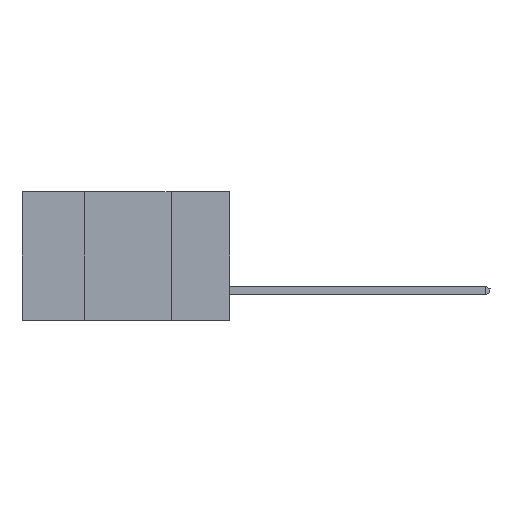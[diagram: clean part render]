
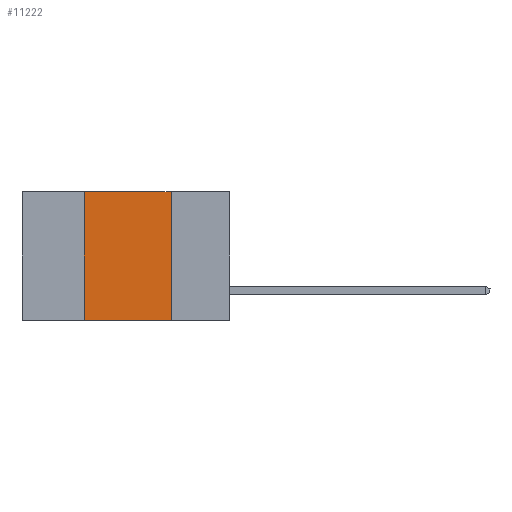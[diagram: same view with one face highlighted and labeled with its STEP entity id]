
A CAD part, left-side view. The second image highlights one B-rep face of the part: STEP entity #11222.
In plain terms, the highlighted planar face has unit normal (-1, 0, 0).
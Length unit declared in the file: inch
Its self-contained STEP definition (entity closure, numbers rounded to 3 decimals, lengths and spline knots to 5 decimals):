
#288 = EDGE_LOOP ( 'NONE', ( #4225, #6560, #13570, #9552 ) ) ;
#746 = EDGE_CURVE ( 'NONE', #9697, #11479, #12135, .T. ) ;
#1410 = DIRECTION ( 'NONE',  ( 0., 0., 1. ) ) ;
#1518 = FACE_OUTER_BOUND ( 'NONE', #288, .T. ) ;
#2247 = LINE ( 'NONE', #6590, #10609 ) ;
#2551 = VECTOR ( 'NONE', #12062, 39.37008 ) ;
#3356 = CARTESIAN_POINT ( 'NONE',  ( 0., 0.6, -0.37 ) ) ;
#3498 = CARTESIAN_POINT ( 'NONE',  ( 0., 0.6, 0. ) ) ;
#4225 = ORIENTED_EDGE ( 'NONE', *, *, #5555, .F. ) ;
#4337 = CARTESIAN_POINT ( 'NONE',  ( 0., 0.6, 0. ) ) ;
#4853 = DIRECTION ( 'NONE',  ( 0., 0., -1. ) ) ;
#5400 = CARTESIAN_POINT ( 'NONE',  ( 0., 0.17, -0.37 ) ) ;
#5478 = DIRECTION ( 'NONE',  ( 0., 0., -1. ) ) ;
#5555 = EDGE_CURVE ( 'NONE', #10118, #11479, #12964, .T. ) ;
#5780 = VERTEX_POINT ( 'NONE', #8652 ) ;
#6063 = EDGE_CURVE ( 'NONE', #9697, #5780, #2247, .T. ) ;
#6560 = ORIENTED_EDGE ( 'NONE', *, *, #7371, .F. ) ;
#6590 = CARTESIAN_POINT ( 'NONE',  ( 0., 0.42, -0.37 ) ) ;
#7371 = EDGE_CURVE ( 'NONE', #5780, #10118, #7543, .T. ) ;
#7543 = LINE ( 'NONE', #4337, #11086 ) ;
#7778 = CARTESIAN_POINT ( 'NONE',  ( 0., 0.17, 0. ) ) ;
#8652 = CARTESIAN_POINT ( 'NONE',  ( 0., 0.42, 0. ) ) ;
#8969 = PLANE ( 'NONE',  #10859 ) ;
#9552 = ORIENTED_EDGE ( 'NONE', *, *, #746, .T. ) ;
#9697 = VERTEX_POINT ( 'NONE', #11694 ) ;
#9908 = VECTOR ( 'NONE', #5478, 39.37008 ) ;
#10118 = VERTEX_POINT ( 'NONE', #7778 ) ;
#10609 = VECTOR ( 'NONE', #1410, 39.37008 ) ;
#10859 = AXIS2_PLACEMENT_3D ( 'NONE', #3498, #13328, #4853 ) ;
#11086 = VECTOR ( 'NONE', #11889, 39.37008 ) ;
#11222 = ADVANCED_FACE ( 'NONE', ( #1518 ), #8969, .F. ) ;
#11479 = VERTEX_POINT ( 'NONE', #13536 ) ;
#11694 = CARTESIAN_POINT ( 'NONE',  ( 0., 0.42, -0.37 ) ) ;
#11889 = DIRECTION ( 'NONE',  ( 0., -1., 0. ) ) ;
#12062 = DIRECTION ( 'NONE',  ( 0., -1., 0. ) ) ;
#12135 = LINE ( 'NONE', #3356, #2551 ) ;
#12964 = LINE ( 'NONE', #5400, #9908 ) ;
#13328 = DIRECTION ( 'NONE',  ( 1., 0., 0. ) ) ;
#13536 = CARTESIAN_POINT ( 'NONE',  ( 0., 0.17, -0.37 ) ) ;
#13570 = ORIENTED_EDGE ( 'NONE', *, *, #6063, .F. ) ;
